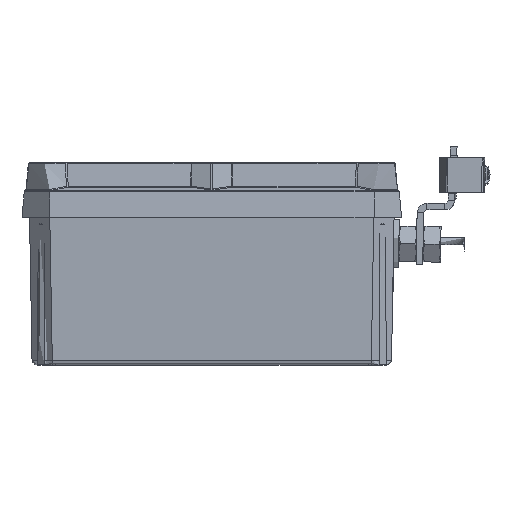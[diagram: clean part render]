
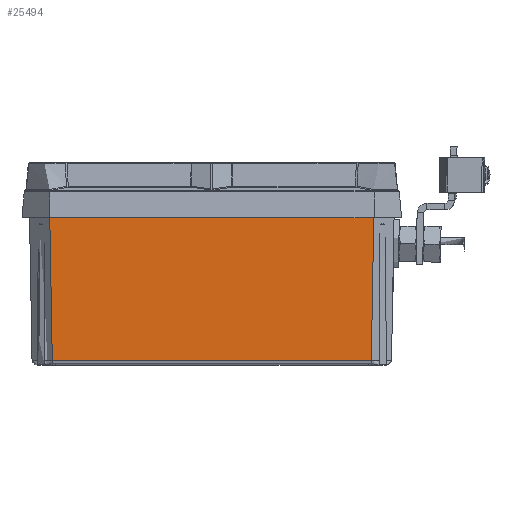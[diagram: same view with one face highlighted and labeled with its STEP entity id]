
A CAD part, left-side view. The second image highlights one B-rep face of the part: STEP entity #25494.
In plain terms, the highlighted planar face has unit normal (-1, 0, -0.018).
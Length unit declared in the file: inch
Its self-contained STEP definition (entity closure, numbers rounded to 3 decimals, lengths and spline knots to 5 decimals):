
#2378 = ORIENTED_EDGE ( 'NONE', *, *, #147350, .T. ) ;
#11458 = EDGE_CURVE ( 'NONE', #105527, #43749, #110315, .T. ) ;
#18012 = LINE ( 'NONE', #33647, #177547 ) ;
#19972 = LINE ( 'NONE', #147757, #49102 ) ;
#25494 = ADVANCED_FACE ( 'NONE', ( #34443 ), #188450, .T. ) ;
#33108 = DIRECTION ( 'NONE',  ( -1., 0., -0.017 ) ) ;
#33171 = CARTESIAN_POINT ( 'NONE',  ( -0.03491, 4.21995, 2. ) ) ;
#33647 = CARTESIAN_POINT ( 'NONE',  ( -0.00107, 0., 0.06141 ) ) ;
#34443 = FACE_OUTER_BOUND ( 'NONE', #152166, .T. ) ;
#36965 = CARTESIAN_POINT ( 'NONE',  ( -0.00107, 4.18611, 0.06141 ) ) ;
#40362 = DIRECTION ( 'NONE',  ( 0.017, -0.017, -1. ) ) ;
#43749 = VERTEX_POINT ( 'NONE', #33171 ) ;
#43874 = ORIENTED_EDGE ( 'NONE', *, *, #11458, .T. ) ;
#49102 = VECTOR ( 'NONE', #40362, 39.37008 ) ;
#89155 = CARTESIAN_POINT ( 'NONE',  ( -0.00107, 0.24889, 0.06141 ) ) ;
#93451 = VECTOR ( 'NONE', #180608, 39.37008 ) ;
#95998 = CARTESIAN_POINT ( 'NONE',  ( 0., 0., 0. ) ) ;
#99190 = EDGE_CURVE ( 'NONE', #43749, #115647, #19972, .T. ) ;
#105527 = VERTEX_POINT ( 'NONE', #125063 ) ;
#110315 = LINE ( 'NONE', #165813, #93451 ) ;
#112562 = LINE ( 'NONE', #113903, #194637 ) ;
#113903 = CARTESIAN_POINT ( 'NONE',  ( -0.03499, 0.21498, 2.00436 ) ) ;
#115647 = VERTEX_POINT ( 'NONE', #36965 ) ;
#125063 = CARTESIAN_POINT ( 'NONE',  ( -0.03491, 0.21505, 2. ) ) ;
#132312 = ORIENTED_EDGE ( 'NONE', *, *, #99190, .T. ) ;
#140671 = VERTEX_POINT ( 'NONE', #89155 ) ;
#147350 = EDGE_CURVE ( 'NONE', #140671, #105527, #112562, .T. ) ;
#147757 = CARTESIAN_POINT ( 'NONE',  ( -0.00008, 4.18511, 0.00436 ) ) ;
#149504 = ORIENTED_EDGE ( 'NONE', *, *, #179307, .T. ) ;
#152166 = EDGE_LOOP ( 'NONE', ( #132312, #149504, #2378, #43874 ) ) ;
#165813 = CARTESIAN_POINT ( 'NONE',  ( -0.03491, 0., 2. ) ) ;
#167705 = AXIS2_PLACEMENT_3D ( 'NONE', #95998, #33108, #186424 ) ;
#177547 = VECTOR ( 'NONE', #189683, 39.37008 ) ;
#179307 = EDGE_CURVE ( 'NONE', #115647, #140671, #18012, .T. ) ;
#180608 = DIRECTION ( 'NONE',  ( 0., 1., 0. ) ) ;
#186424 = DIRECTION ( 'NONE',  ( -0.017, 0., 1. ) ) ;
#188450 = PLANE ( 'NONE',  #167705 ) ;
#189683 = DIRECTION ( 'NONE',  ( 0., -1., 0. ) ) ;
#191508 = DIRECTION ( 'NONE',  ( -0.017, -0.017, 1. ) ) ;
#194637 = VECTOR ( 'NONE', #191508, 39.37008 ) ;
